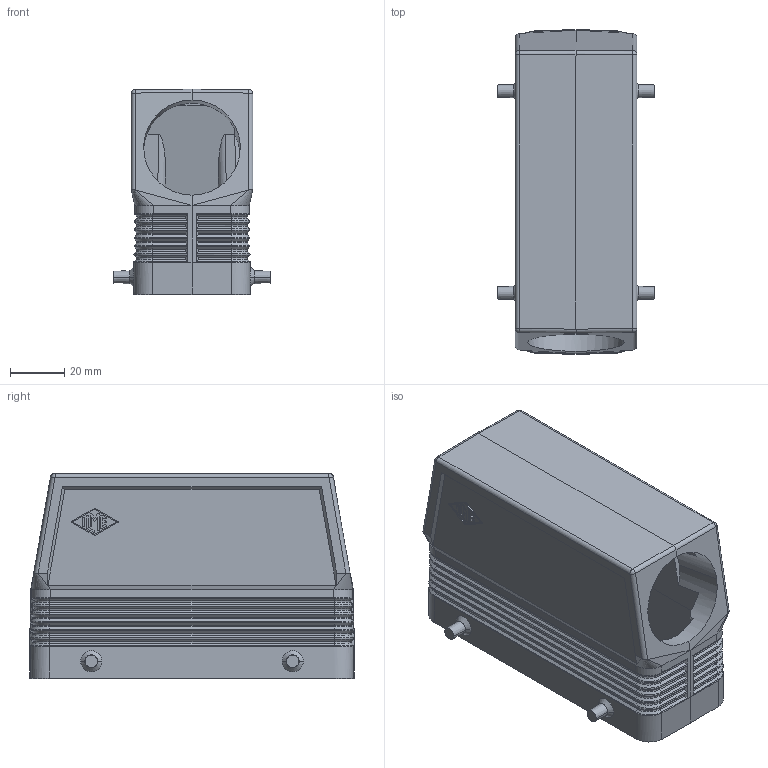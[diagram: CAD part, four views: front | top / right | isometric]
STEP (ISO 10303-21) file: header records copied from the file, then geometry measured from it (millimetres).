
FILE_DESCRIPTION(('Creo Elements/Direct Modeling STEP Export'),'2;1');
FILE_NAME('0ln7tug4dn4t5cc3184','2017-11-14T 9:52:43',(''),(''),'PTC Creo Elements/Direct Modeling STEP processor for AP214 (Solid Model)','PTC Creo Elements/Direct Modeling 19.0E 27-Jun-2016 (C) Parametric Technology GmbH','');
FILE_SCHEMA(('AUTOMOTIVE_DESIGN { 1 0 10303 214 1 1 1 1 }'));
Length unit declared in the file: millimetre
Products named in the file (2): CFO_24.29
Assembly tree (1 placements, depth 2):
  CFO_24.29
    CFO_24.29
Bounding box: 58 x 120 x 76 mm (x, y, z)
Volume: 103754.7 mm3; surface area: 53836.6 mm2
Topology: 1 solids, 1 shells, 527 faces, 1267 edges, 748 vertices
Faces by surface type: plane 240, cylinder 135, cone 72, torus 48, bspline 28, sphere 4
Entity records: 23405 total; most frequent: CARTESIAN_POINT 7307, ORIENTED_EDGE 2522, DIRECTION 2411, EDGE_CURVE 1261, AXIS2_PLACEMENT_3D 861, VERTEX_POINT 748, VECTOR 689, LINE 689
